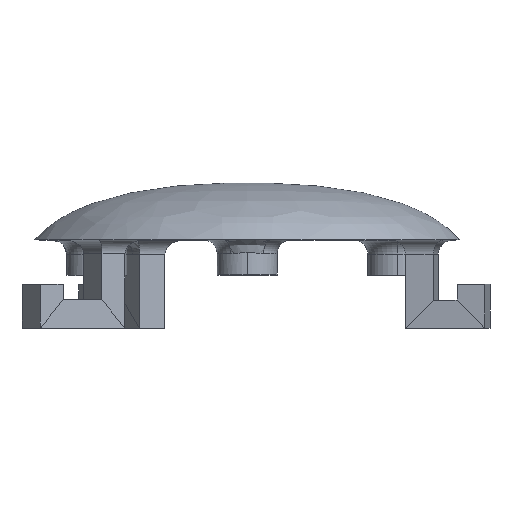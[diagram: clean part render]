
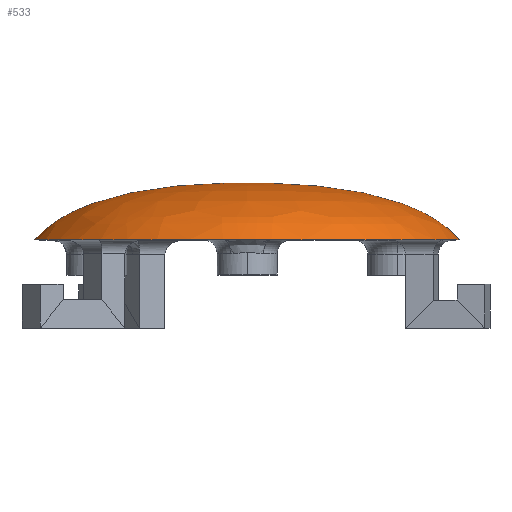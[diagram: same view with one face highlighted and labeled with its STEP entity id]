
A CAD part, top view. The second image highlights one B-rep face of the part: STEP entity #533.
In plain terms, the highlighted free-form (B-spline) face has degree [3, 3] with [4, 4] control points.
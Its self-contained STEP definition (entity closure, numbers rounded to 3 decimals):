
#21 = VERTEX_POINT ( 'NONE', #743 ) ;
#30 = VERTEX_POINT ( 'NONE', #2864 ) ;
#97 = CARTESIAN_POINT ( 'NONE',  ( 47.265, 15.177, 94.53 ) ) ;
#155 = CARTESIAN_POINT ( 'NONE',  ( -60., 0., 0. ) ) ;
#252 = EDGE_CURVE ( 'NONE', #21, #317, #341, .T. ) ;
#262 = AXIS2_PLACEMENT_3D ( 'NONE', #2531, #3710, #2865 ) ;
#266 = CARTESIAN_POINT ( 'NONE',  ( 6.841, 0., 59.609 ) ) ;
#317 = VERTEX_POINT ( 'NONE', #266 ) ;
#341 = CIRCLE ( 'NONE', #2143, 60. ) ;
#496 = VERTEX_POINT ( 'NONE', #3638 ) ;
#510 = CIRCLE ( 'NONE', #2256, 60. ) ;
#517 = ORIENTED_EDGE ( 'NONE', *, *, #1745, .F. ) ;
#533 = ADVANCED_FACE ( 'NONE', ( #2758 ), #732, .T. ) ;
#597 = CARTESIAN_POINT ( 'NONE',  ( 0., 0., 0. ) ) ;
#676 = CARTESIAN_POINT ( 'NONE',  ( 47.265, 15.177, 0. ) ) ;
#717 = CARTESIAN_POINT ( 'NONE',  ( -13.676, 16.239, 0. ) ) ;
#732 =( BOUNDED_SURFACE ( )  B_SPLINE_SURFACE ( 3, 3, ( 
 ( #2475, #2458, #2157, #3364 ),
 ( #676, #97, #1280, #2570 ),
 ( #3773, #3425, #1083, #717 ),
 ( #1340, #2854, #2517, #3699 ) ),
 .UNSPECIFIED., .F., .F., .F. ) 
 B_SPLINE_SURFACE_WITH_KNOTS ( ( 4, 4 ),
 ( 4, 4 ),
 ( 0., 1. ),
 ( 0., 1. ),
 .UNSPECIFIED. ) 
 GEOMETRIC_REPRESENTATION_ITEM ( )  RATIONAL_B_SPLINE_SURFACE ( (
 ( 1., 0.333, 0.333, 1.),
 ( 1., 0.333, 0.333, 1.),
 ( 1., 0.333, 0.333, 1.),
 ( 1., 0.333, 0.333, 1.) ) ) 
 REPRESENTATION_ITEM ( '' )  SURFACE ( )  );
#743 = CARTESIAN_POINT ( 'NONE',  ( 60., 0., 0. ) ) ;
#749 = B_SPLINE_CURVE_WITH_KNOTS ( 'NONE', 3,
 ( #2043, #1728, #2020, #2698 ),
 .UNSPECIFIED., .F., .F.,
 ( 4, 4 ),
 ( 0., 1. ),
 .UNSPECIFIED. ) ;
#854 = EDGE_LOOP ( 'NONE', ( #2711, #3308, #517, #1483, #3715 ) ) ;
#863 = EDGE_CURVE ( 'NONE', #1226, #496, #749, .T. ) ;
#1083 = CARTESIAN_POINT ( 'NONE',  ( -13.676, 16.239, 27.351 ) ) ;
#1226 = VERTEX_POINT ( 'NONE', #155 ) ;
#1280 = CARTESIAN_POINT ( 'NONE',  ( -47.265, 15.177, 94.53 ) ) ;
#1340 = CARTESIAN_POINT ( 'NONE',  ( 0., 16., 0. ) ) ;
#1430 = B_SPLINE_CURVE_WITH_KNOTS ( 'NONE', 3,
 ( #2128, #2508, #3049, #1820 ),
 .UNSPECIFIED., .F., .F.,
 ( 4, 4 ),
 ( 0., 1. ),
 .UNSPECIFIED. ) ;
#1483 = ORIENTED_EDGE ( 'NONE', *, *, #252, .F. ) ;
#1579 = CIRCLE ( 'NONE', #262, 60. ) ;
#1728 = CARTESIAN_POINT ( 'NONE',  ( -47.265, 15.177, 0. ) ) ;
#1745 = EDGE_CURVE ( 'NONE', #317, #30, #510, .T. ) ;
#1820 = CARTESIAN_POINT ( 'NONE',  ( 0., 16., 0. ) ) ;
#2020 = CARTESIAN_POINT ( 'NONE',  ( -13.676, 16.239, 0. ) ) ;
#2043 = CARTESIAN_POINT ( 'NONE',  ( -60., 0., 0. ) ) ;
#2128 = CARTESIAN_POINT ( 'NONE',  ( 60., 0., 0. ) ) ;
#2143 = AXIS2_PLACEMENT_3D ( 'NONE', #597, #2613, #2332 ) ;
#2157 = CARTESIAN_POINT ( 'NONE',  ( -60., 0., 120. ) ) ;
#2256 = AXIS2_PLACEMENT_3D ( 'NONE', #3692, #2442, #2750 ) ;
#2332 = DIRECTION ( 'NONE',  ( 0., 0., -1. ) ) ;
#2442 = DIRECTION ( 'NONE',  ( 0., -1., 0. ) ) ;
#2458 = CARTESIAN_POINT ( 'NONE',  ( 60., 0., 120. ) ) ;
#2475 = CARTESIAN_POINT ( 'NONE',  ( 60., 0., 0. ) ) ;
#2508 = CARTESIAN_POINT ( 'NONE',  ( 47.265, 15.177, 0. ) ) ;
#2517 = CARTESIAN_POINT ( 'NONE',  ( 0., 16., 0. ) ) ;
#2531 = CARTESIAN_POINT ( 'NONE',  ( 0., 0., 0. ) ) ;
#2570 = CARTESIAN_POINT ( 'NONE',  ( -47.265, 15.177, 0. ) ) ;
#2613 = DIRECTION ( 'NONE',  ( 0., -1., 0. ) ) ;
#2698 = CARTESIAN_POINT ( 'NONE',  ( 0., 16., 0. ) ) ;
#2711 = ORIENTED_EDGE ( 'NONE', *, *, #863, .F. ) ;
#2750 = DIRECTION ( 'NONE',  ( 0., 0., -1. ) ) ;
#2758 = FACE_OUTER_BOUND ( 'NONE', #854, .T. ) ;
#2788 = EDGE_CURVE ( 'NONE', #21, #496, #1430, .T. ) ;
#2854 = CARTESIAN_POINT ( 'NONE',  ( 0., 16., 0. ) ) ;
#2864 = CARTESIAN_POINT ( 'NONE',  ( -6.841, 0., 59.609 ) ) ;
#2865 = DIRECTION ( 'NONE',  ( 0., 0., -1. ) ) ;
#2945 = EDGE_CURVE ( 'NONE', #30, #1226, #1579, .T. ) ;
#3049 = CARTESIAN_POINT ( 'NONE',  ( 13.676, 16.239, 0. ) ) ;
#3308 = ORIENTED_EDGE ( 'NONE', *, *, #2945, .F. ) ;
#3364 = CARTESIAN_POINT ( 'NONE',  ( -60., 0., 0. ) ) ;
#3425 = CARTESIAN_POINT ( 'NONE',  ( 13.676, 16.239, 27.351 ) ) ;
#3638 = CARTESIAN_POINT ( 'NONE',  ( 0., 16., 0. ) ) ;
#3692 = CARTESIAN_POINT ( 'NONE',  ( 0., 0., 0. ) ) ;
#3699 = CARTESIAN_POINT ( 'NONE',  ( 0., 16., 0. ) ) ;
#3710 = DIRECTION ( 'NONE',  ( 0., -1., 0. ) ) ;
#3715 = ORIENTED_EDGE ( 'NONE', *, *, #2788, .T. ) ;
#3773 = CARTESIAN_POINT ( 'NONE',  ( 13.676, 16.239, 0. ) ) ;
